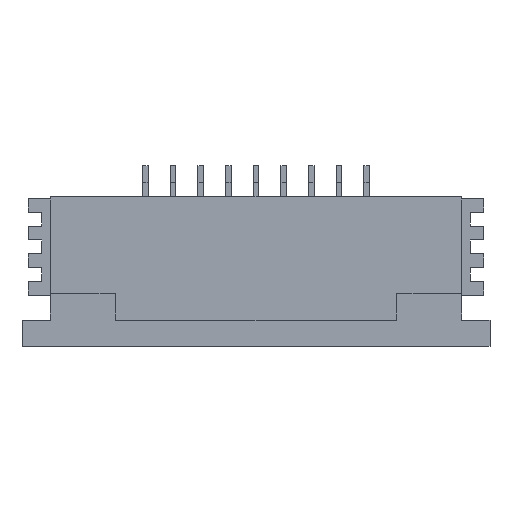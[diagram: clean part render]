
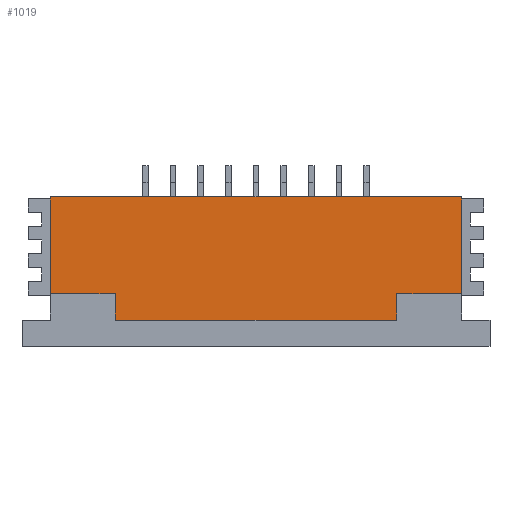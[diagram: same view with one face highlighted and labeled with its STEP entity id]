
A CAD part, top view. The second image highlights one B-rep face of the part: STEP entity #1019.
In plain terms, the highlighted planar face has unit normal (0, 0, 1).
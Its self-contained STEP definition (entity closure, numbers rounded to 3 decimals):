
#32 = VERTEX_POINT('',#33);
#33 = CARTESIAN_POINT('',(0.,0.8,2.56));
#39 = EDGE_CURVE('',#32,#40,#42,.T.);
#40 = VERTEX_POINT('',#41);
#41 = CARTESIAN_POINT('',(-7.435,0.8,2.56));
#42 = LINE('',#43,#44);
#43 = CARTESIAN_POINT('',(0.,0.8,2.56));
#44 = VECTOR('',#45,1.);
#45 = DIRECTION('',(-1.,0.,0.));
#985 = EDGE_CURVE('',#40,#986,#988,.T.);
#986 = VERTEX_POINT('',#987);
#987 = CARTESIAN_POINT('',(-7.435,-2.7,2.56));
#988 = LINE('',#989,#990);
#989 = CARTESIAN_POINT('',(-7.435,0.8,2.56));
#990 = VECTOR('',#991,1.);
#991 = DIRECTION('',(0.,-1.,0.));
#1019 = ADVANCED_FACE('',(#1020),#1083,.T.);
#1020 = FACE_BOUND('',#1021,.T.);
#1021 = EDGE_LOOP('',(#1022,#1029,#1030,#1031,#1039,#1047,#1055,#1063,
#1071,#1078));
#1022 = ORIENTED_EDGE('',*,*,#1023,.F.);
#1023 = EDGE_CURVE('',#32,#1024,#1026,.T.);
#1024 = VERTEX_POINT('',#1025);
#1025 = CARTESIAN_POINT('',(7.435,0.8,2.56));
#1026 = B_SPLINE_CURVE_WITH_KNOTS('',1,(#1027,#1028),.UNSPECIFIED.,.F.,
.F.,(2,2),(0.,7.435),.PIECEWISE_BEZIER_KNOTS.);
#1027 = CARTESIAN_POINT('',(0.,0.8,2.56));
#1028 = CARTESIAN_POINT('',(7.435,0.8,2.56));
#1029 = ORIENTED_EDGE('',*,*,#39,.T.);
#1030 = ORIENTED_EDGE('',*,*,#985,.T.);
#1031 = ORIENTED_EDGE('',*,*,#1032,.T.);
#1032 = EDGE_CURVE('',#986,#1033,#1035,.T.);
#1033 = VERTEX_POINT('',#1034);
#1034 = CARTESIAN_POINT('',(-5.09,-2.7,2.56));
#1035 = LINE('',#1036,#1037);
#1036 = CARTESIAN_POINT('',(-7.435,-2.7,2.56));
#1037 = VECTOR('',#1038,1.);
#1038 = DIRECTION('',(1.,0.,0.));
#1039 = ORIENTED_EDGE('',*,*,#1040,.T.);
#1040 = EDGE_CURVE('',#1033,#1041,#1043,.T.);
#1041 = VERTEX_POINT('',#1042);
#1042 = CARTESIAN_POINT('',(-5.09,-3.65,2.56));
#1043 = LINE('',#1044,#1045);
#1044 = CARTESIAN_POINT('',(-5.09,-1.75,2.56));
#1045 = VECTOR('',#1046,1.);
#1046 = DIRECTION('',(0.,-1.,0.));
#1047 = ORIENTED_EDGE('',*,*,#1048,.T.);
#1048 = EDGE_CURVE('',#1041,#1049,#1051,.T.);
#1049 = VERTEX_POINT('',#1050);
#1050 = CARTESIAN_POINT('',(0.,-3.65,2.56));
#1051 = LINE('',#1052,#1053);
#1052 = CARTESIAN_POINT('',(-5.09,-3.65,2.56));
#1053 = VECTOR('',#1054,1.);
#1054 = DIRECTION('',(1.,0.,0.));
#1055 = ORIENTED_EDGE('',*,*,#1056,.T.);
#1056 = EDGE_CURVE('',#1049,#1057,#1059,.T.);
#1057 = VERTEX_POINT('',#1058);
#1058 = CARTESIAN_POINT('',(5.09,-3.65,2.56));
#1059 = LINE('',#1060,#1061);
#1060 = CARTESIAN_POINT('',(-5.09,-3.65,2.56));
#1061 = VECTOR('',#1062,1.);
#1062 = DIRECTION('',(1.,0.,0.));
#1063 = ORIENTED_EDGE('',*,*,#1064,.T.);
#1064 = EDGE_CURVE('',#1057,#1065,#1067,.T.);
#1065 = VERTEX_POINT('',#1066);
#1066 = CARTESIAN_POINT('',(5.09,-2.7,2.56));
#1067 = LINE('',#1068,#1069);
#1068 = CARTESIAN_POINT('',(5.09,-3.65,2.56));
#1069 = VECTOR('',#1070,1.);
#1070 = DIRECTION('',(0.,1.,0.));
#1071 = ORIENTED_EDGE('',*,*,#1072,.F.);
#1072 = EDGE_CURVE('',#1073,#1065,#1075,.T.);
#1073 = VERTEX_POINT('',#1074);
#1074 = CARTESIAN_POINT('',(7.435,-2.7,2.56));
#1075 = B_SPLINE_CURVE_WITH_KNOTS('',1,(#1076,#1077),.UNSPECIFIED.,.F.,
.F.,(2,2),(0.,7.435),.PIECEWISE_BEZIER_KNOTS.);
#1076 = CARTESIAN_POINT('',(7.435,-2.7,2.56));
#1077 = CARTESIAN_POINT('',(0.,-2.7,2.56));
#1078 = ORIENTED_EDGE('',*,*,#1079,.F.);
#1079 = EDGE_CURVE('',#1024,#1073,#1080,.T.);
#1080 = B_SPLINE_CURVE_WITH_KNOTS('',1,(#1081,#1082),.UNSPECIFIED.,.F.,
.F.,(2,2),(0.,3.5),.PIECEWISE_BEZIER_KNOTS.);
#1081 = CARTESIAN_POINT('',(7.435,0.8,2.56));
#1082 = CARTESIAN_POINT('',(7.435,-2.7,2.56));
#1083 = PLANE('',#1084);
#1084 = AXIS2_PLACEMENT_3D('',#1085,#1086,#1087);
#1085 = CARTESIAN_POINT('',(-0.405,-1.22,2.56));
#1086 = DIRECTION('',(0.,0.,1.));
#1087 = DIRECTION('',(0.,-1.,0.));
